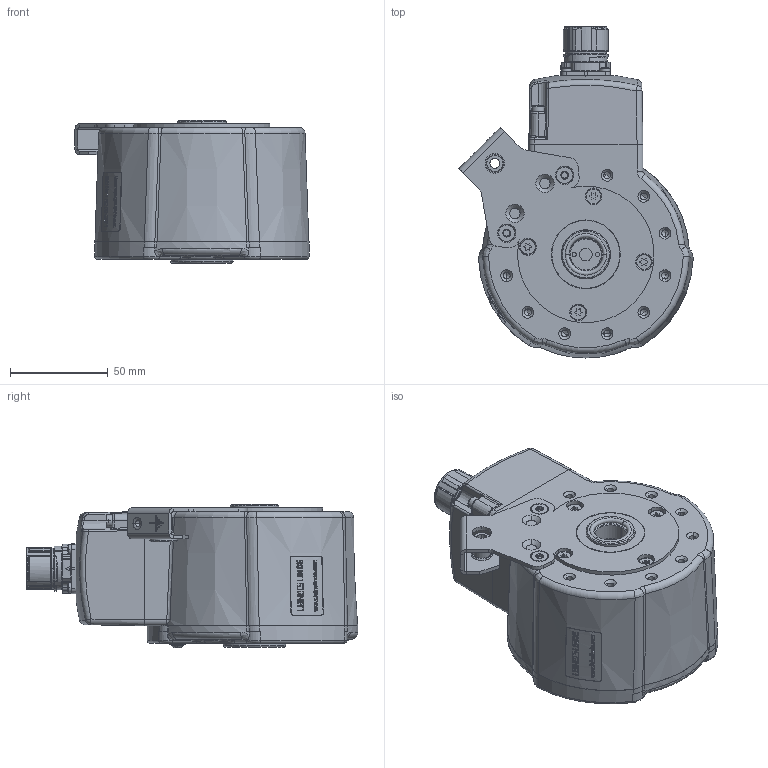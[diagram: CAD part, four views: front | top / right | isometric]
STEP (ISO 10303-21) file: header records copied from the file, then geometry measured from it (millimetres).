
FILE_DESCRIPTION((''),'2;1');
FILE_NAME('732405','2010-12-09T',('se2802'),(''),'PRO/ENGINEER BY PARAMETRIC TECHNOLOGY CORPORATION, 2010180','PRO/ENGINEER BY PARAMETRIC TECHNOLOGY CORPORATION, 2010180','');
FILE_SCHEMA(('CONFIG_CONTROL_DESIGN'));
Length unit declared in the file: millimetre
Products named in the file (1): 732405
Bounding box: 120 x 170.1 x 73.8 mm (x, y, z)
Volume: 301618.3 mm3; surface area: 128283.1 mm2
Topology: 10 solids, 12 shells, 2431 faces, 6144 edges, 3849 vertices
Faces by surface type: cylinder 814, plane 694, extrusion 326, torus 196, bspline 181, cone 167, sphere 42, revolution 11
Entity records: 108042 total; most frequent: CARTESIAN_POINT 52337, ORIENTED_EDGE 12184, DIRECTION 10509, EDGE_CURVE 6092, AXIS2_PLACEMENT_3D 4074, VERTEX_POINT 3845, EDGE_LOOP 2677, FACE_OUTER_BOUND 2428
